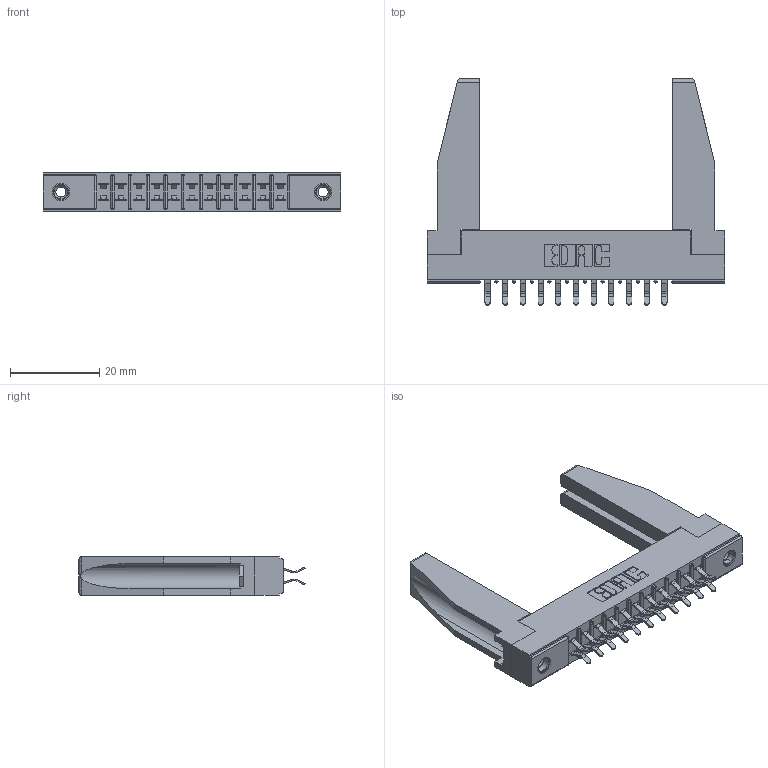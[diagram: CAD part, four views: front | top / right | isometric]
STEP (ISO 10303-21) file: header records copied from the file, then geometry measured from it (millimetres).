
FILE_DESCRIPTION (( 'STEP AP203' ), '1' );
FILE_NAME ('315-022-556-278.STEP', '2019-09-10T14:33:57', ( '' ), ( '' ), 'SwSTEP 2.0', 'SolidWorks 2016', '' );
FILE_SCHEMA (( 'CONFIG_CONTROL_DESIGN' ));
Length unit declared in the file: inch
Products named in the file (5): 315-022-556-278; 305-290-001_556; 305 Part_.156 Dia; 345-250-001_345-250-001-102; 307-220-078
Assembly tree (27 placements, depth 2):
  315-022-556-278
    305 Part_.156 Dia
    305-290-001_556  x22
    345-250-001_345-250-001-102  x2
    307-220-078  x2
Bounding box: 66.6 x 50.67 x 8.71 mm (x, y, z)
Volume: 8187.6 mm3; surface area: 11094.9 mm2
Topology: 27 solids, 27 shells, 1478 faces, 4199 edges, 2730 vertices
Faces by surface type: plane 834, cylinder 584, sphere 44, cone 12, torus 4
Entity records: 18345 total; most frequent: CARTESIAN_POINT 3045, ORIENTED_EDGE 2976, DIRECTION 2932, EDGE_CURVE 1488, LINE 1162, VECTOR 1162, VERTEX_POINT 956, AXIS2_PLACEMENT_3D 885
